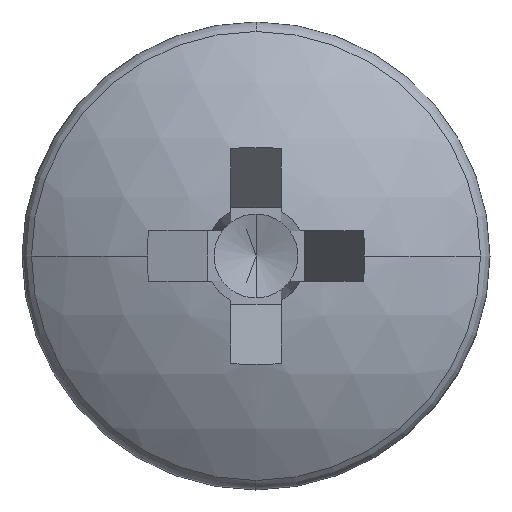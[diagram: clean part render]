
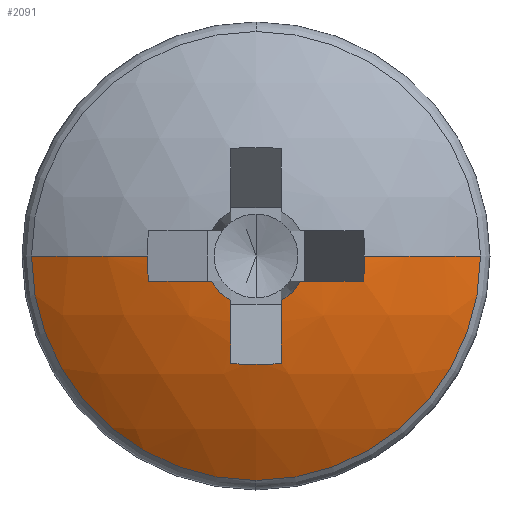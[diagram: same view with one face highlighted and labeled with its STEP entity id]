
A CAD part, left-side view. The second image highlights one B-rep face of the part: STEP entity #2091.
In plain terms, the highlighted spherical face has radius 8 mm.
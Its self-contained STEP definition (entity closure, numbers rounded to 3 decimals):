
#15 = EDGE_CURVE ( 'NONE', #1314, #1763, #578, .T. ) ;
#52 = CARTESIAN_POINT ( 'NONE',  ( 1.424, 0., -4.556 ) ) ;
#58 = CARTESIAN_POINT ( 'NONE',  ( 8., 0., -0.515 ) ) ;
#75 = ORIENTED_EDGE ( 'NONE', *, *, #1242, .T. ) ;
#84 = DIRECTION ( 'NONE',  ( 0.446, 0.895, 0. ) ) ;
#88 = EDGE_CURVE ( 'NONE', #227, #1829, #323, .T. ) ;
#96 = AXIS2_PLACEMENT_3D ( 'NONE', #562, #1988, #2166 ) ;
#97 = CARTESIAN_POINT ( 'NONE',  ( 1.424, 4.556, 0. ) ) ;
#105 = DIRECTION ( 'NONE',  ( 0., 0., 1. ) ) ;
#124 = CARTESIAN_POINT ( 'NONE',  ( 1.424, 0., 0. ) ) ;
#141 = CARTESIAN_POINT ( 'NONE',  ( 7.346, 0., 1.312 ) ) ;
#156 = DIRECTION ( 'NONE',  ( 0.446, 0., -0.895 ) ) ;
#194 = EDGE_CURVE ( 'NONE', #1763, #916, #2059, .T. ) ;
#227 = VERTEX_POINT ( 'NONE', #97 ) ;
#241 = FACE_OUTER_BOUND ( 'NONE', #2213, .T. ) ;
#262 = EDGE_CURVE ( 'NONE', #940, #1990, #2251, .T. ) ;
#290 = ORIENTED_EDGE ( 'NONE', *, *, #575, .F. ) ;
#299 = CIRCLE ( 'NONE', #1189, 7.864 ) ;
#308 = EDGE_CURVE ( 'NONE', #2221, #1826, #1535, .T. ) ;
#312 = CARTESIAN_POINT ( 'NONE',  ( 8., 0., -0.515 ) ) ;
#323 = CIRCLE ( 'NONE', #1526, 8. ) ;
#333 = EDGE_CURVE ( 'NONE', #916, #737, #1588, .T. ) ;
#339 = ORIENTED_EDGE ( 'NONE', *, *, #308, .T. ) ;
#355 = CIRCLE ( 'NONE', #1629, 7.864 ) ;
#378 = CARTESIAN_POINT ( 'NONE',  ( 8., 0., 0. ) ) ;
#451 = CARTESIAN_POINT ( 'NONE',  ( 8., 0.515, 0. ) ) ;
#457 = ORIENTED_EDGE ( 'NONE', *, *, #955, .T. ) ;
#458 = CARTESIAN_POINT ( 'NONE',  ( 0.068, 0.901, -0.515 ) ) ;
#460 = DIRECTION ( 'NONE',  ( 0., 0., 1. ) ) ;
#469 = CARTESIAN_POINT ( 'NONE',  ( 0.307, 2.197, 0. ) ) ;
#513 = AXIS2_PLACEMENT_3D ( 'NONE', #748, #1155, #2199 ) ;
#555 = CIRCLE ( 'NONE', #2220, 7.983 ) ;
#562 = CARTESIAN_POINT ( 'NONE',  ( 1.424, 0., 0. ) ) ;
#571 = CARTESIAN_POINT ( 'NONE',  ( 0.068, 0.515, -0.901 ) ) ;
#575 = EDGE_CURVE ( 'NONE', #1990, #798, #555, .T. ) ;
#578 = CIRCLE ( 'NONE', #1947, 7.983 ) ;
#678 = EDGE_CURVE ( 'NONE', #936, #940, #788, .T. ) ;
#717 = ORIENTED_EDGE ( 'NONE', *, *, #2006, .T. ) ;
#737 = VERTEX_POINT ( 'NONE', #2237 ) ;
#748 = CARTESIAN_POINT ( 'NONE',  ( 0.068, 0., 0. ) ) ;
#756 = CARTESIAN_POINT ( 'NONE',  ( 0.323, -0.515, -2.189 ) ) ;
#774 = DIRECTION ( 'NONE',  ( 0., 0., 1. ) ) ;
#784 = DIRECTION ( 'NONE',  ( 0., 0., -1. ) ) ;
#788 = CIRCLE ( 'NONE', #989, 7.983 ) ;
#795 = AXIS2_PLACEMENT_3D ( 'NONE', #124, #1736, #460 ) ;
#798 = VERTEX_POINT ( 'NONE', #1331 ) ;
#804 = ORIENTED_EDGE ( 'NONE', *, *, #262, .F. ) ;
#812 = DIRECTION ( 'NONE',  ( 0., 1., 0. ) ) ;
#873 = DIRECTION ( 'NONE',  ( 0.895, 0.446, 0. ) ) ;
#893 = DIRECTION ( 'NONE',  ( 0., 0., 1. ) ) ;
#914 = DIRECTION ( 'NONE',  ( 1., 0., 0. ) ) ;
#916 = VERTEX_POINT ( 'NONE', #571 ) ;
#936 = VERTEX_POINT ( 'NONE', #756 ) ;
#940 = VERTEX_POINT ( 'NONE', #1116 ) ;
#955 = EDGE_CURVE ( 'NONE', #227, #2221, #1100, .T. ) ;
#989 = AXIS2_PLACEMENT_3D ( 'NONE', #1127, #812, #105 ) ;
#1100 = CIRCLE ( 'NONE', #96, 4.556 ) ;
#1104 = DIRECTION ( 'NONE',  ( 0., 1., 0. ) ) ;
#1116 = CARTESIAN_POINT ( 'NONE',  ( 0.068, -0.515, -0.901 ) ) ;
#1127 = CARTESIAN_POINT ( 'NONE',  ( 8., -0.515, 0. ) ) ;
#1130 = VERTEX_POINT ( 'NONE', #1318 ) ;
#1155 = DIRECTION ( 'NONE',  ( -1., 0., 0. ) ) ;
#1178 = CARTESIAN_POINT ( 'NONE',  ( 7.346, -1.312, 0. ) ) ;
#1189 = AXIS2_PLACEMENT_3D ( 'NONE', #141, #156, #2303 ) ;
#1203 = CARTESIAN_POINT ( 'NONE',  ( 0.323, 2.189, -0.515 ) ) ;
#1220 = DIRECTION ( 'NONE',  ( 1., 0., 0. ) ) ;
#1242 = EDGE_CURVE ( 'NONE', #1314, #1829, #355, .T. ) ;
#1245 = ORIENTED_EDGE ( 'NONE', *, *, #88, .F. ) ;
#1278 = AXIS2_PLACEMENT_3D ( 'NONE', #451, #1546, #2257 ) ;
#1284 = CARTESIAN_POINT ( 'NONE',  ( 8., 0., 0. ) ) ;
#1314 = VERTEX_POINT ( 'NONE', #1203 ) ;
#1318 = CARTESIAN_POINT ( 'NONE',  ( 0.307, -2.197, 0. ) ) ;
#1331 = CARTESIAN_POINT ( 'NONE',  ( 0.323, -2.189, -0.515 ) ) ;
#1353 = CIRCLE ( 'NONE', #1892, 8. ) ;
#1454 = AXIS2_PLACEMENT_3D ( 'NONE', #1787, #1594, #873 ) ;
#1464 = EDGE_CURVE ( 'NONE', #1130, #798, #2175, .T. ) ;
#1526 = AXIS2_PLACEMENT_3D ( 'NONE', #1797, #893, #914 ) ;
#1535 = CIRCLE ( 'NONE', #795, 4.556 ) ;
#1546 = DIRECTION ( 'NONE',  ( 0., -1., 0. ) ) ;
#1575 = EDGE_CURVE ( 'NONE', #1826, #1130, #1353, .T. ) ;
#1588 = CIRCLE ( 'NONE', #1278, 7.983 ) ;
#1594 = DIRECTION ( 'NONE',  ( 0.446, -0.895, 0. ) ) ;
#1629 = AXIS2_PLACEMENT_3D ( 'NONE', #1178, #84, #1696 ) ;
#1639 = DIRECTION ( 'NONE',  ( 0., 0., -1. ) ) ;
#1645 = ORIENTED_EDGE ( 'NONE', *, *, #678, .F. ) ;
#1696 = DIRECTION ( 'NONE',  ( -0.895, 0.446, 0. ) ) ;
#1736 = DIRECTION ( 'NONE',  ( -1., 0., 0. ) ) ;
#1757 = AXIS2_PLACEMENT_3D ( 'NONE', #2048, #2209, #784 ) ;
#1763 = VERTEX_POINT ( 'NONE', #458 ) ;
#1787 = CARTESIAN_POINT ( 'NONE',  ( 7.346, 1.312, 0. ) ) ;
#1797 = CARTESIAN_POINT ( 'NONE',  ( 8., 0., 0. ) ) ;
#1826 = VERTEX_POINT ( 'NONE', #2239 ) ;
#1829 = VERTEX_POINT ( 'NONE', #469 ) ;
#1882 = ORIENTED_EDGE ( 'NONE', *, *, #1575, .T. ) ;
#1892 = AXIS2_PLACEMENT_3D ( 'NONE', #1284, #2156, #1104 ) ;
#1947 = AXIS2_PLACEMENT_3D ( 'NONE', #312, #2100, #1220 ) ;
#1988 = DIRECTION ( 'NONE',  ( -1., 0., 0. ) ) ;
#1990 = VERTEX_POINT ( 'NONE', #2097 ) ;
#1991 = DIRECTION ( 'NONE',  ( 1., 0., 0. ) ) ;
#1999 = AXIS2_PLACEMENT_3D ( 'NONE', #378, #1639, #2170 ) ;
#2004 = SPHERICAL_SURFACE ( 'NONE', #1999, 8. ) ;
#2006 = EDGE_CURVE ( 'NONE', #936, #737, #299, .T. ) ;
#2041 = ORIENTED_EDGE ( 'NONE', *, *, #1464, .T. ) ;
#2048 = CARTESIAN_POINT ( 'NONE',  ( 0.068, 0., 0. ) ) ;
#2059 = CIRCLE ( 'NONE', #1757, 1.038 ) ;
#2091 = ADVANCED_FACE ( 'NONE', ( #241 ), #2004, .T. ) ;
#2097 = CARTESIAN_POINT ( 'NONE',  ( 0.068, -0.901, -0.515 ) ) ;
#2100 = DIRECTION ( 'NONE',  ( 0., 0., 1. ) ) ;
#2129 = ORIENTED_EDGE ( 'NONE', *, *, #15, .F. ) ;
#2156 = DIRECTION ( 'NONE',  ( 0., 0., -1. ) ) ;
#2166 = DIRECTION ( 'NONE',  ( 0., 0., 1. ) ) ;
#2170 = DIRECTION ( 'NONE',  ( 0., 1., 0. ) ) ;
#2175 = CIRCLE ( 'NONE', #1454, 7.864 ) ;
#2187 = ORIENTED_EDGE ( 'NONE', *, *, #194, .F. ) ;
#2199 = DIRECTION ( 'NONE',  ( 0., 0., -1. ) ) ;
#2209 = DIRECTION ( 'NONE',  ( -1., 0., 0. ) ) ;
#2213 = EDGE_LOOP ( 'NONE', ( #457, #339, #1882, #2041, #290, #804, #1645, #717, #2269, #2187, #2129, #75, #1245 ) ) ;
#2220 = AXIS2_PLACEMENT_3D ( 'NONE', #58, #774, #1991 ) ;
#2221 = VERTEX_POINT ( 'NONE', #52 ) ;
#2237 = CARTESIAN_POINT ( 'NONE',  ( 0.323, 0.515, -2.189 ) ) ;
#2239 = CARTESIAN_POINT ( 'NONE',  ( 1.424, -4.556, 0. ) ) ;
#2251 = CIRCLE ( 'NONE', #513, 1.038 ) ;
#2257 = DIRECTION ( 'NONE',  ( 0., 0., -1. ) ) ;
#2269 = ORIENTED_EDGE ( 'NONE', *, *, #333, .F. ) ;
#2303 = DIRECTION ( 'NONE',  ( -0.895, 0., -0.446 ) ) ;
